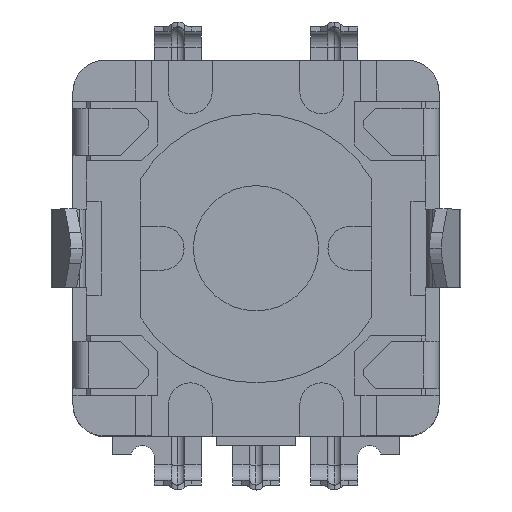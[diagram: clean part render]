
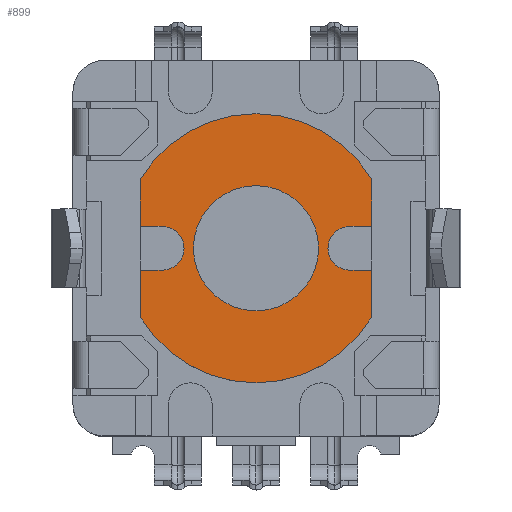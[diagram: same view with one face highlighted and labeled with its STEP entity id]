
A CAD part, top view. The second image highlights one B-rep face of the part: STEP entity #899.
In plain terms, the highlighted planar face has unit normal (0, 0, 1).
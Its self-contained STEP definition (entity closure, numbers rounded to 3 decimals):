
#899=ADVANCED_FACE('NONE',(#2079,#2080),#2081,.T.);
#2079=FACE_OUTER_BOUND('',#3544,.T.);
#2080=FACE_BOUND('',#3545,.T.);
#2081=PLANE('',#3546);
#3544=EDGE_LOOP('',(#6116,#6117,#6118,#6119,#6120,#6121,#6122,#6123,#6124,#6125,#6126,#6127,#6128,#6129));
#3545=EDGE_LOOP('',(#6130,#6131));
#3546=AXIS2_PLACEMENT_3D('',#6132,#6133,#6134);
#6116=ORIENTED_EDGE('',*,*,#9555,.F.);
#6117=ORIENTED_EDGE('',*,*,#9562,.T.);
#6118=ORIENTED_EDGE('',*,*,#9563,.T.);
#6119=ORIENTED_EDGE('',*,*,#9564,.T.);
#6120=ORIENTED_EDGE('',*,*,#9565,.F.);
#6121=ORIENTED_EDGE('',*,*,#8964,.F.);
#6122=ORIENTED_EDGE('',*,*,#9414,.F.);
#6123=ORIENTED_EDGE('',*,*,#9558,.F.);
#6124=ORIENTED_EDGE('',*,*,#9566,.T.);
#6125=ORIENTED_EDGE('',*,*,#9567,.T.);
#6126=ORIENTED_EDGE('',*,*,#9568,.T.);
#6127=ORIENTED_EDGE('',*,*,#9548,.F.);
#6128=ORIENTED_EDGE('',*,*,#9408,.F.);
#6129=ORIENTED_EDGE('',*,*,#8885,.F.);
#6130=ORIENTED_EDGE('',*,*,#8969,.T.);
#6131=ORIENTED_EDGE('',*,*,#9406,.T.);
#6132=CARTESIAN_POINT('',(0.0,0.0,3.45));
#6133=DIRECTION('',(0.,0.,1.0));
#6134=DIRECTION('',(0.0,-1.0,0.));
#8885=EDGE_CURVE('NONE',#10666,#10662,#10668,.T.);
#8964=EDGE_CURVE('NONE',#10788,#10790,#10791,.T.);
#8969=EDGE_CURVE('NONE',#10799,#10797,#10800,.T.);
#9406=EDGE_CURVE('NONE',#10797,#10799,#11470,.T.);
#9408=EDGE_CURVE('NONE',#10662,#11472,#11473,.T.);
#9414=EDGE_CURVE('NONE',#11480,#10788,#11482,.T.);
#9548=EDGE_CURVE('NONE',#11472,#11652,#11653,.T.);
#9555=EDGE_CURVE('NONE',#11662,#10666,#11663,.T.);
#9558=EDGE_CURVE('NONE',#11666,#11480,#11667,.T.);
#9562=EDGE_CURVE('NONE',#11662,#11672,#11673,.T.);
#9563=EDGE_CURVE('NONE',#11672,#11674,#11675,.T.);
#9564=EDGE_CURVE('NONE',#11674,#11676,#11677,.T.);
#9565=EDGE_CURVE('NONE',#10790,#11676,#11678,.T.);
#9566=EDGE_CURVE('NONE',#11666,#11679,#11680,.T.);
#9567=EDGE_CURVE('NONE',#11679,#11681,#11682,.T.);
#9568=EDGE_CURVE('NONE',#11681,#11652,#11683,.T.);
#10662=VERTEX_POINT('',#13220);
#10666=VERTEX_POINT('NONE',#13225);
#10668=CIRCLE('',#13228,0.7);
#10788=VERTEX_POINT('NONE',#13454);
#10790=VERTEX_POINT('NONE',#13457);
#10791=CIRCLE('',#13458,0.7);
#10797=VERTEX_POINT('NONE',#13465);
#10799=VERTEX_POINT('NONE',#13468);
#10800=CIRCLE('',#13469,2.0);
#11470=CIRCLE('',#14532,2.0);
#11472=VERTEX_POINT('NONE',#14534);
#11473=CIRCLE('',#14535,0.7);
#11480=VERTEX_POINT('NONE',#14543);
#11482=CIRCLE('',#14546,0.7);
#11652=VERTEX_POINT('NONE',#14784);
#11653=LINE('',#14785,#14786);
#11662=VERTEX_POINT('NONE',#14799);
#11663=LINE('',#14800,#14801);
#11666=VERTEX_POINT('NONE',#14805);
#11667=LINE('',#14806,#14807);
#11672=VERTEX_POINT('NONE',#14814);
#11673=LINE('',#14815,#14816);
#11674=VERTEX_POINT('NONE',#14817);
#11675=CIRCLE('',#14818,4.3);
#11676=VERTEX_POINT('NONE',#14819);
#11677=LINE('',#14820,#14821);
#11678=LINE('',#14822,#14823);
#11679=VERTEX_POINT('NONE',#14824);
#11680=LINE('',#14825,#14826);
#11681=VERTEX_POINT('NONE',#14827);
#11682=CIRCLE('',#14828,4.3);
#11683=LINE('',#14829,#14830);
#13220=CARTESIAN_POINT('',(2.3,0.,3.45));
#13225=CARTESIAN_POINT('',(3.0,0.7,3.45));
#13228=AXIS2_PLACEMENT_3D('',#16847,#16848,#16849);
#13454=CARTESIAN_POINT('',(-2.3,0.,3.45));
#13457=CARTESIAN_POINT('',(-3.0,0.7,3.45));
#13458=AXIS2_PLACEMENT_3D('',#16932,#16933,#16934);
#13465=CARTESIAN_POINT('',(2.0,0.,3.45));
#13468=CARTESIAN_POINT('',(-2.0,0.,3.45));
#13469=AXIS2_PLACEMENT_3D('',#16940,#16941,#16942);
#14532=AXIS2_PLACEMENT_3D('',#17363,#17364,#17365);
#14534=CARTESIAN_POINT('',(3.0,-0.7,3.45));
#14535=AXIS2_PLACEMENT_3D('',#17366,#17367,#17368);
#14543=CARTESIAN_POINT('',(-3.0,-0.7,3.45));
#14546=AXIS2_PLACEMENT_3D('',#17377,#17378,#17379);
#14784=CARTESIAN_POINT('',(3.7,-0.7,3.45));
#14785=CARTESIAN_POINT('',(3.0,-0.7,3.45));
#14786=VECTOR('',#17496,1000.0);
#14799=CARTESIAN_POINT('',(3.7,0.7,3.45));
#14800=CARTESIAN_POINT('',(3.0,0.7,3.45));
#14801=VECTOR('',#17501,1000.0);
#14805=CARTESIAN_POINT('',(-3.7,-0.7,3.45));
#14806=CARTESIAN_POINT('',(-3.7,-0.7,3.45));
#14807=VECTOR('',#17503,1000.0);
#14814=CARTESIAN_POINT('',(3.7,2.191,3.45));
#14815=CARTESIAN_POINT('',(3.7,-2.191,3.45));
#14816=VECTOR('',#17506,1000.0);
#14817=CARTESIAN_POINT('',(-3.7,2.191,3.45));
#14818=AXIS2_PLACEMENT_3D('',#17507,#17508,#17509);
#14819=CARTESIAN_POINT('',(-3.7,0.7,3.45));
#14820=CARTESIAN_POINT('',(-3.7,2.191,3.45));
#14821=VECTOR('',#17510,1000.0);
#14822=CARTESIAN_POINT('',(-3.7,0.7,3.45));
#14823=VECTOR('',#17511,1000.0);
#14824=CARTESIAN_POINT('',(-3.7,-2.191,3.45));
#14825=CARTESIAN_POINT('',(-3.7,2.191,3.45));
#14826=VECTOR('',#17512,1000.0);
#14827=CARTESIAN_POINT('',(3.7,-2.191,3.45));
#14828=AXIS2_PLACEMENT_3D('',#17513,#17514,#17515);
#14829=CARTESIAN_POINT('',(3.7,-2.191,3.45));
#14830=VECTOR('',#17516,1000.0);
#16847=CARTESIAN_POINT('',(3.0,0.0,3.45));
#16848=DIRECTION('',(0.,0.,1.0));
#16849=DIRECTION('',(1.0,0.,0.0));
#16932=CARTESIAN_POINT('',(-3.0,0.0,3.45));
#16933=DIRECTION('',(0.,0.,1.0));
#16934=DIRECTION('',(-1.0,0.,0.));
#16940=CARTESIAN_POINT('',(0.0,0.0,3.45));
#16941=DIRECTION('',(0.,0.,-1.0));
#16942=DIRECTION('',(1.0,0.,0.0));
#17363=CARTESIAN_POINT('',(0.0,0.0,3.45));
#17364=DIRECTION('',(0.,0.,-1.0));
#17365=DIRECTION('',(1.0,0.,0.0));
#17366=CARTESIAN_POINT('',(3.0,0.0,3.45));
#17367=DIRECTION('',(0.,0.,1.0));
#17368=DIRECTION('',(1.0,0.,0.0));
#17377=CARTESIAN_POINT('',(-3.0,0.0,3.45));
#17378=DIRECTION('',(0.,0.,1.0));
#17379=DIRECTION('',(-1.0,0.,0.));
#17496=DIRECTION('',(1.0,0.,0.0));
#17501=DIRECTION('',(-1.0,0.,0.0));
#17503=DIRECTION('',(1.0,0.,0.0));
#17506=DIRECTION('',(0.,1.0,0.));
#17507=CARTESIAN_POINT('',(0.0,0.0,3.45));
#17508=DIRECTION('',(0.,0.,1.0));
#17509=DIRECTION('',(1.0,0.,0.));
#17510=DIRECTION('',(0.,-1.0,0.));
#17511=DIRECTION('',(-1.0,0.,0.0));
#17512=DIRECTION('',(0.,-1.0,0.));
#17513=CARTESIAN_POINT('',(0.0,0.0,3.45));
#17514=DIRECTION('',(0.,0.,1.0));
#17515=DIRECTION('',(1.0,0.,0.0));
#17516=DIRECTION('',(0.,1.0,0.));
